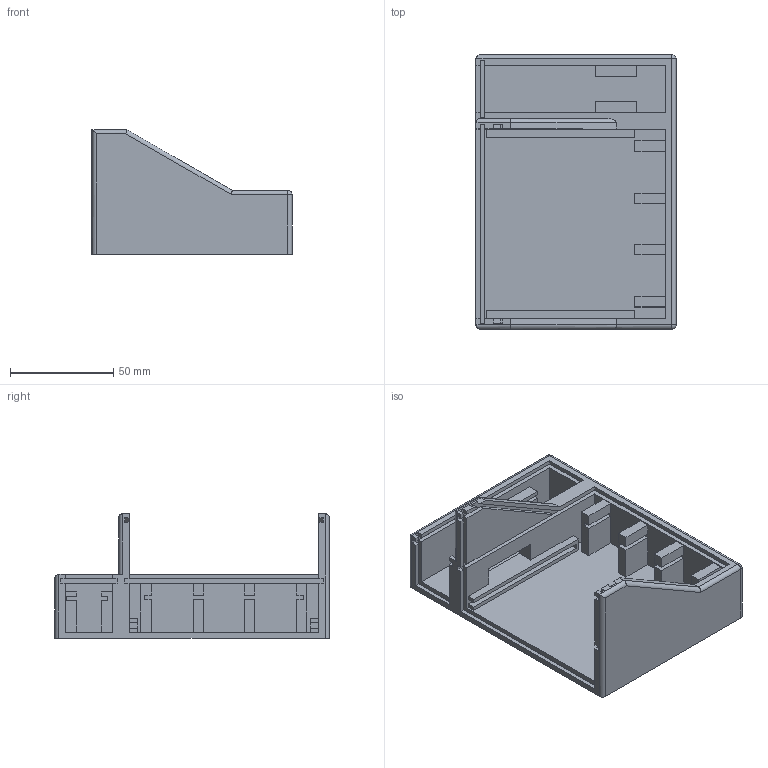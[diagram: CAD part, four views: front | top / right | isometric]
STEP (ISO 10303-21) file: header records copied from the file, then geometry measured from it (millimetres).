
FILE_DESCRIPTION(/* description */ ('STEP AP242','CAx-IF Rec.Pracs.---Representation and Presentation of Product Manufacturing Information (PMI)---4.0---2014-10-13','CAx-IF Rec.Pracs.---3D Tessellated Geometry---0.4---2014-09-14','2;1'),/* implementation_level */ '2;1');
FILE_NAME(/* name */ '64c26f219dad97217befa4ee',/* time_stamp */ '2023-07-27T13:20:33Z',/* author */ (''),/* organization */ (''),/* preprocessor_version */ 'ST-DEVELOPER v19.4',/* originating_system */ ' ',/* authorisation */ ' ');
FILE_SCHEMA (('AP242_MANAGED_MODEL_BASED_3D_ENGINEERING_MIM_LF { 1 0 10303 442 1 1 4 }'));
Length unit declared in the file: metre
Products named in the file (1): Bottom
Bounding box: 97 x 133 x 60.5 mm (x, y, z)
Volume: 121949.4 mm3; surface area: 64437.6 mm2
Topology: 1 solids, 1 shells, 176 faces, 503 edges, 330 vertices
Faces by surface type: plane 162, cylinder 12, sphere 2
Entity records: 5633 total; most frequent: CARTESIAN_POINT 1008, ORIENTED_EDGE 1002, DIRECTION 873, EDGE_CURVE 501, LINE 483, VECTOR 483, VERTEX_POINT 330, AXIS2_PLACEMENT_3D 195
